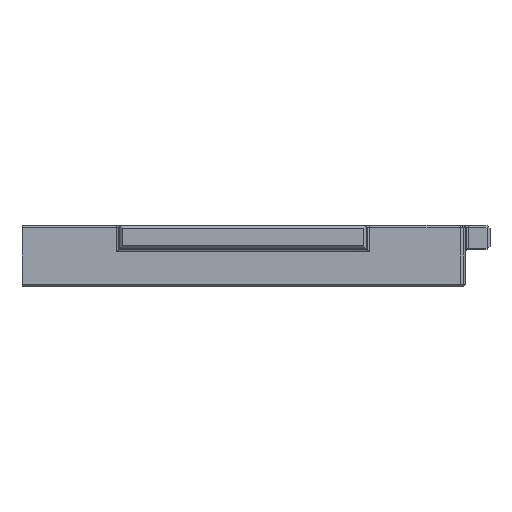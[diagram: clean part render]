
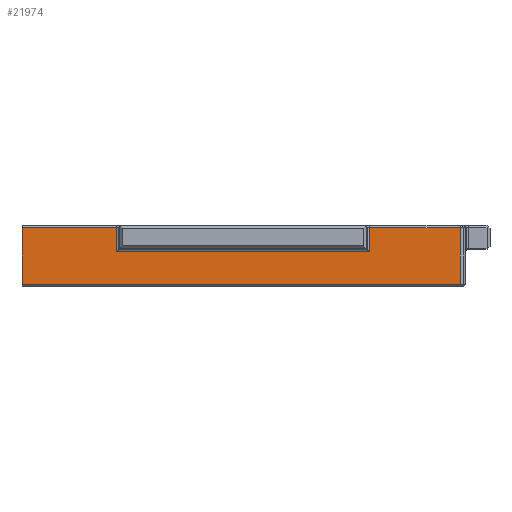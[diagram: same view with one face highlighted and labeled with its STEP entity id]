
A CAD part, top view. The second image highlights one B-rep face of the part: STEP entity #21974.
In plain terms, the highlighted planar face has unit normal (0, 0, 1).
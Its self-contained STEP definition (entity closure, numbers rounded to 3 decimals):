
#211 = CARTESIAN_POINT ( 'NONE',  ( 180., 14.6, 59.8 ) ) ;
#346 = CARTESIAN_POINT ( 'NONE',  ( 170.6, 22.6, 59.8 ) ) ;
#858 = CARTESIAN_POINT ( 'NONE',  ( 189., 27.6, 59.8 ) ) ;
#867 = DIRECTION ( 'NONE',  ( 0., -1., 0. ) ) ;
#1023 = EDGE_CURVE ( 'NONE', #9294, #5937, #12286, .T. ) ;
#2082 = LINE ( 'NONE', #5685, #8409 ) ;
#2473 = VECTOR ( 'NONE', #2485, 1000. ) ;
#2485 = DIRECTION ( 'NONE',  ( 0., 1., 0. ) ) ;
#3001 = EDGE_CURVE ( 'NONE', #12506, #21482, #13771, .T. ) ;
#3733 = AXIS2_PLACEMENT_3D ( 'NONE', #13182, #20019, #4678 ) ;
#3785 = DIRECTION ( 'NONE',  ( 0., -1., 0. ) ) ;
#4678 = DIRECTION ( 'NONE',  ( 1., 0., 0. ) ) ;
#4812 = CARTESIAN_POINT ( 'NONE',  ( 119.4, 19.5, 59.8 ) ) ;
#4954 = VECTOR ( 'NONE', #18325, 1000. ) ;
#5169 = VECTOR ( 'NONE', #5674, 1000. ) ;
#5313 = ORIENTED_EDGE ( 'NONE', *, *, #3001, .F. ) ;
#5674 = DIRECTION ( 'NONE',  ( 1., 0., 0. ) ) ;
#5685 = CARTESIAN_POINT ( 'NONE',  ( 119.4, 22.6, 59.8 ) ) ;
#5751 = LINE ( 'NONE', #346, #2473 ) ;
#5893 = EDGE_CURVE ( 'NONE', #21638, #6374, #20250, .T. ) ;
#5937 = VERTEX_POINT ( 'NONE', #20581 ) ;
#6271 = CARTESIAN_POINT ( 'NONE',  ( 180., 19.5, 59.8 ) ) ;
#6374 = VERTEX_POINT ( 'NONE', #14907 ) ;
#6375 = PLANE ( 'NONE',  #3733 ) ;
#6542 = EDGE_CURVE ( 'NONE', #21482, #9294, #5751, .T. ) ;
#7304 = VECTOR ( 'NONE', #13188, 1000. ) ;
#7479 = CARTESIAN_POINT ( 'NONE',  ( 170.6, 14.6, 59.8 ) ) ;
#8409 = VECTOR ( 'NONE', #3785, 1000. ) ;
#8472 = VECTOR ( 'NONE', #13656, 1000. ) ;
#8800 = ORIENTED_EDGE ( 'NONE', *, *, #1023, .F. ) ;
#9095 = EDGE_CURVE ( 'NONE', #5937, #21638, #13288, .T. ) ;
#9294 = VERTEX_POINT ( 'NONE', #15007 ) ;
#9976 = LINE ( 'NONE', #6271, #7304 ) ;
#10516 = ORIENTED_EDGE ( 'NONE', *, *, #22156, .F. ) ;
#11291 = CARTESIAN_POINT ( 'NONE',  ( 189., 8., 59.8 ) ) ;
#11309 = ORIENTED_EDGE ( 'NONE', *, *, #6542, .F. ) ;
#11829 = VECTOR ( 'NONE', #16414, 1000. ) ;
#11982 = ORIENTED_EDGE ( 'NONE', *, *, #9095, .F. ) ;
#12066 = VERTEX_POINT ( 'NONE', #4812 ) ;
#12171 = CARTESIAN_POINT ( 'NONE',  ( 180., 19.5, 59.8 ) ) ;
#12286 = LINE ( 'NONE', #12171, #5169 ) ;
#12506 = VERTEX_POINT ( 'NONE', #13439 ) ;
#12644 = ORIENTED_EDGE ( 'NONE', *, *, #13761, .T. ) ;
#13182 = CARTESIAN_POINT ( 'NONE',  ( -79.7, 27.6, 59.8 ) ) ;
#13188 = DIRECTION ( 'NONE',  ( 1., 0., 0. ) ) ;
#13288 = LINE ( 'NONE', #858, #11829 ) ;
#13439 = CARTESIAN_POINT ( 'NONE',  ( 119.4, 14.6, 59.8 ) ) ;
#13656 = DIRECTION ( 'NONE',  ( 1., 0., 0. ) ) ;
#13761 = EDGE_CURVE ( 'NONE', #20592, #6374, #17993, .T. ) ;
#13771 = LINE ( 'NONE', #211, #8472 ) ;
#13898 = EDGE_CURVE ( 'NONE', #20592, #12066, #9976, .T. ) ;
#14253 = CARTESIAN_POINT ( 'NONE',  ( 100.3, 19.5, 59.8 ) ) ;
#14421 = CARTESIAN_POINT ( 'NONE',  ( 100.3, 20.325, 59.8 ) ) ;
#14907 = CARTESIAN_POINT ( 'NONE',  ( 100.3, 8., 59.8 ) ) ;
#15007 = CARTESIAN_POINT ( 'NONE',  ( 170.6, 19.5, 59.8 ) ) ;
#16414 = DIRECTION ( 'NONE',  ( 0., -1., 0. ) ) ;
#16862 = CARTESIAN_POINT ( 'NONE',  ( 167.525, 8., 59.8 ) ) ;
#17274 = VECTOR ( 'NONE', #867, 1000. ) ;
#17486 = ORIENTED_EDGE ( 'NONE', *, *, #5893, .F. ) ;
#17993 = LINE ( 'NONE', #14421, #17274 ) ;
#18325 = DIRECTION ( 'NONE',  ( -1., 0., 0. ) ) ;
#19077 = ORIENTED_EDGE ( 'NONE', *, *, #13898, .F. ) ;
#20019 = DIRECTION ( 'NONE',  ( 0., 0., 1. ) ) ;
#20209 = EDGE_LOOP ( 'NONE', ( #12644, #17486, #11982, #8800, #11309, #5313, #10516, #19077 ) ) ;
#20250 = LINE ( 'NONE', #16862, #4954 ) ;
#20581 = CARTESIAN_POINT ( 'NONE',  ( 189., 19.5, 59.8 ) ) ;
#20592 = VERTEX_POINT ( 'NONE', #14253 ) ;
#21482 = VERTEX_POINT ( 'NONE', #7479 ) ;
#21638 = VERTEX_POINT ( 'NONE', #11291 ) ;
#21714 = FACE_OUTER_BOUND ( 'NONE', #20209, .T. ) ;
#21974 = ADVANCED_FACE ( 'NONE', ( #21714 ), #6375, .T. ) ;
#22156 = EDGE_CURVE ( 'NONE', #12066, #12506, #2082, .T. ) ;
